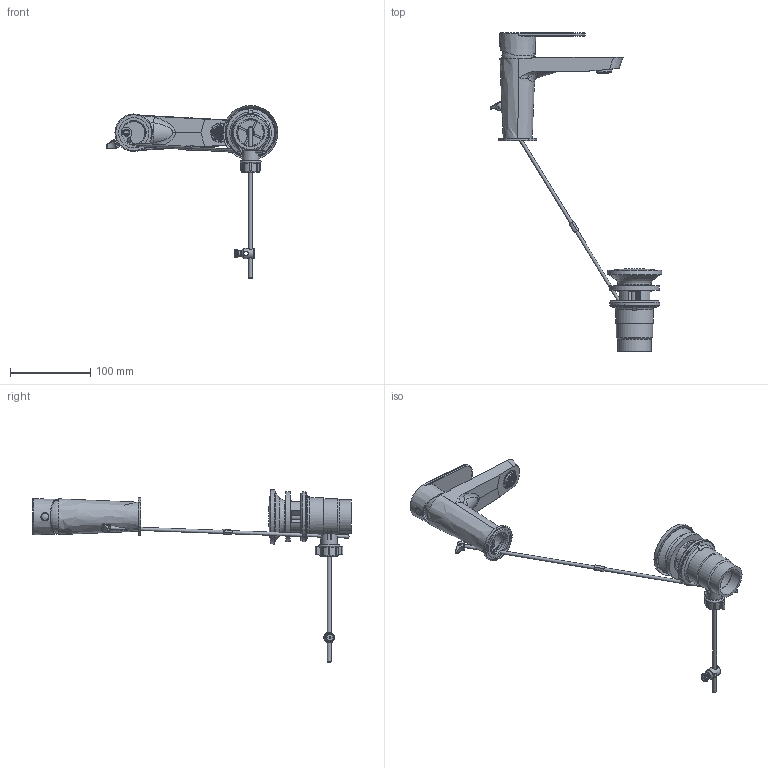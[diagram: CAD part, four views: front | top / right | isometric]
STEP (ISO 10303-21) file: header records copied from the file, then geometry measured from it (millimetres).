
FILE_DESCRIPTION (( 'STEP AP203' ), '1' );
FILE_NAME ('36AP03687.STEP', '2021-02-19T10:21:19', ( '' ), ( '' ), 'SwSTEP 2.0', 'SolidWorks 2018', '' );
FILE_SCHEMA (( 'CONFIG_CONTROL_DESIGN' ));
Length unit declared in the file: millimetre
Products named in the file (1): 36AP03687
Bounding box: 214.78 x 397.93 x 216.59 mm (x, y, z)
Volume: 224206.3 mm3; surface area: 156631.4 mm2
Topology: 23 solids, 23 shells, 2460 faces, 6208 edges, 4064 vertices
Faces by surface type: plane 2042, cylinder 178, bspline 144, cone 47, torus 43, sphere 6
Full cylindrical faces by diameter (mm): 1.576 x1, 3.2 x2, 4 x2, 4.5 x1, 5 x1, 6 x1, 6.8 x2, 6.987 x1, 7 x1, 7.533 x1, 9.5 x1, 10 x3, 10.5 x1, 13 x1, 14.5 x1, 15.5 x1, 16 x1, 16.5 x2, 17.5 x1, 18.75 x1, 19 x1, 19.2 x1, 19.5 x1, 20.5 x1, 22.1 x1, 22.5 x2, 23 x2, 23.8 x1, 24.5 x1, 29 x1
Entity records: 82652 total; most frequent: CARTESIAN_POINT 24350, ORIENTED_EDGE 12056, DIRECTION 11713, EDGE_CURVE 6028, VERTEX_POINT 4032, AXIS2_PLACEMENT_3D 3920, VECTOR 3873, LINE 3873
